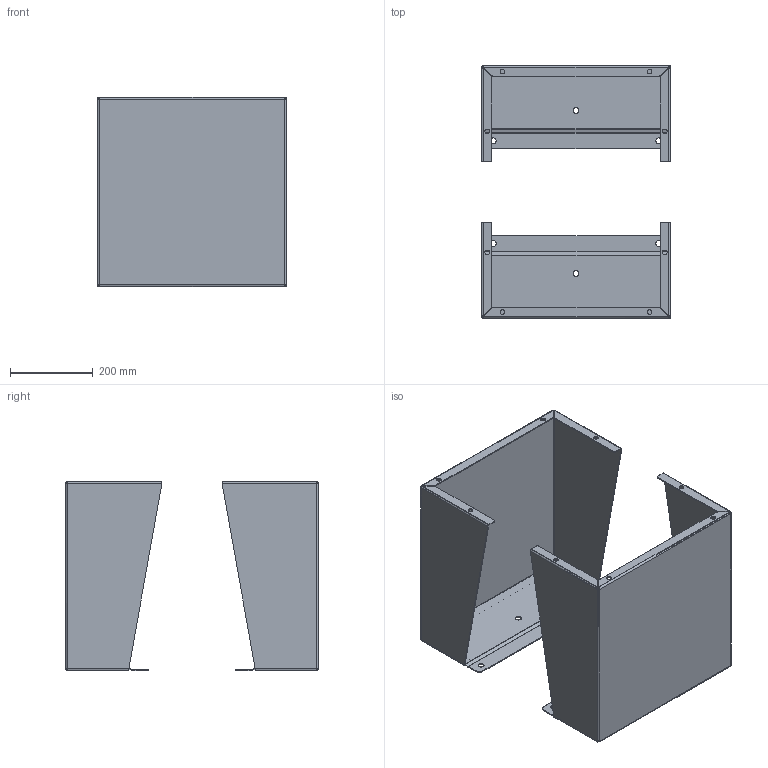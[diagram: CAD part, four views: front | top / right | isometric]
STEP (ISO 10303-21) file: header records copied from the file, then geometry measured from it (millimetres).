
FILE_DESCRIPTION (( 'STEP AP203' ), '1' );
FILE_NAME ('SCE-FK1818.step', '2021-01-08T15:54:17', ( 'ADC123' ), ( 'Microsoft' ), 'SwSTEP 2.0', 'SolidWorks 2019', '' );
FILE_SCHEMA (( 'CONFIG_CONTROL_DESIGN' ));
Length unit declared in the file: inch
Products named in the file (1): SCE-FK1818
Bounding box: 457.2 x 609.6 x 457.2 mm (x, y, z)
Volume: 2653672.2 mm3; surface area: 2031982.8 mm2
Topology: 4 solids, 4 shells, 214 faces, 526 edges, 320 vertices
Faces by surface type: plane 96, cylinder 86, bspline 32
Full cylindrical faces by diameter (mm): 11.113 x8, 14.288 x6
Entity records: 7645 total; most frequent: CARTESIAN_POINT 2679, ORIENTED_EDGE 1024, DIRECTION 938, EDGE_CURVE 512, VECTOR 324, LINE 324, VERTEX_POINT 320, AXIS2_PLACEMENT_3D 307
